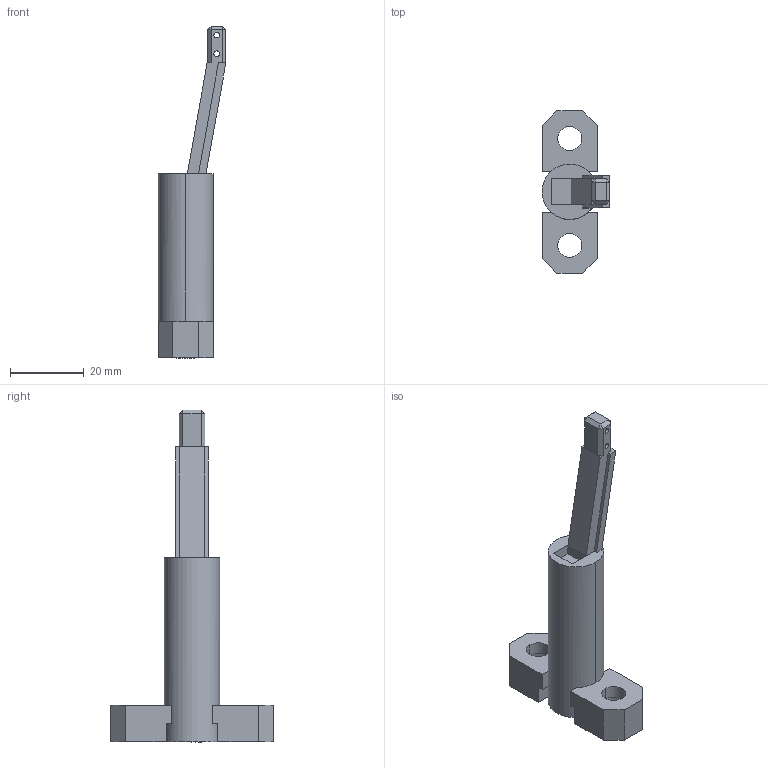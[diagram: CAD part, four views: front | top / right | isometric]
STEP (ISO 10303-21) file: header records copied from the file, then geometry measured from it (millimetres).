
FILE_DESCRIPTION (( 'STEP AP214' ), '1' );
FILE_NAME ('ŠJŽ¦—p_SR02_.STEP', '2017-06-23T09:44:27', ( '' ), ( '' ), 'SwSTEP 2.0', 'SolidWorks 2016', '' );
FILE_SCHEMA (( 'AUTOMOTIVE_DESIGN' ));
Length unit declared in the file: millimetre
Products named in the file (5): 開示用_SR02_; 開示用_SR02_01_Holder_; 開示用_SR02_04_Keyblock; 開示用_SR02_02_Slidecore_; 開示用_SR02_03_Holdcore
Assembly tree (4 placements, depth 2):
  開示用_SR02_
    開示用_SR02_01_Holder_
    開示用_SR02_02_Slidecore_
    開示用_SR02_03_Holdcore
    開示用_SR02_04_Keyblock
Bounding box: 18.38 x 44 x 90 mm (x, y, z)
Volume: 14914.9 mm3; surface area: 8629.2 mm2
Topology: 5 solids, 5 shells, 107 faces, 260 edges, 167 vertices
Faces by surface type: plane 85, cylinder 18, cone 4
Entity records: 4403 total; most frequent: CARTESIAN_POINT 539, DIRECTION 534, ORIENTED_EDGE 516, EDGE_CURVE 258, LINE 210, VECTOR 210, VERTEX_POINT 167, AXIS2_PLACEMENT_3D 162
